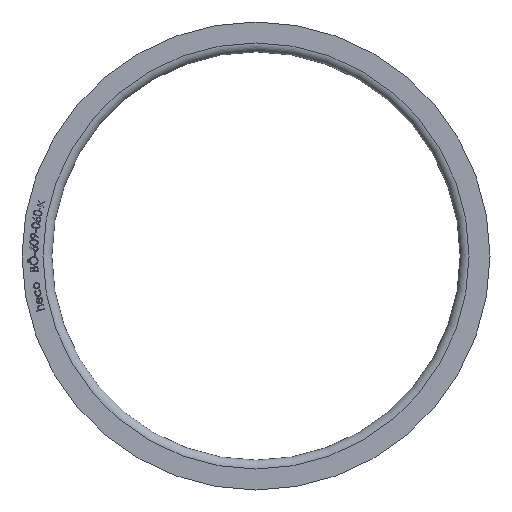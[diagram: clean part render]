
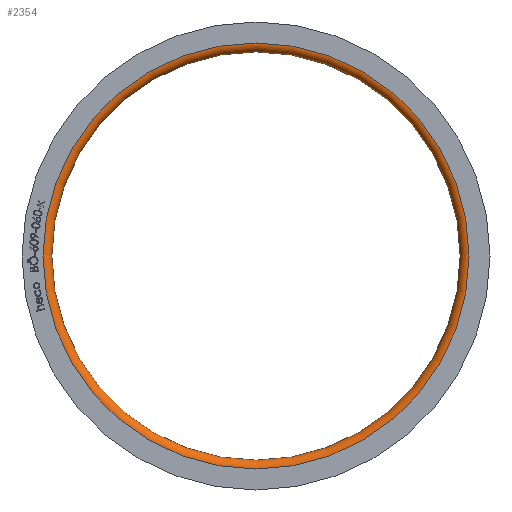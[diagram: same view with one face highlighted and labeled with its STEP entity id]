
A CAD part, left-side view. The second image highlights one B-rep face of the part: STEP entity #2354.
In plain terms, the highlighted toroidal (fillet/blend) face has major radius 311.8 mm and minor radius 13 mm.
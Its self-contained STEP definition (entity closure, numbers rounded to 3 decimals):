
#164 = TOROIDAL_SURFACE ( 'NONE', #13320, 311.8, 13. ) ;
#358 = DIRECTION ( 'NONE',  ( -1., 0., 0. ) ) ;
#463 = FACE_OUTER_BOUND ( 'NONE', #1040, .T. ) ;
#1040 = EDGE_LOOP ( 'NONE', ( #3592 ) ) ;
#1674 = DIRECTION ( 'NONE',  ( 0., 0., 1. ) ) ;
#1942 = EDGE_CURVE ( 'NONE', #4250, #4250, #15590, .T. ) ;
#2354 = ADVANCED_FACE ( 'NONE', ( #463, #3829 ), #164, .T. ) ;
#2752 = CARTESIAN_POINT ( 'NONE',  ( 0., 0., 0. ) ) ;
#3592 = ORIENTED_EDGE ( 'NONE', *, *, #5635, .F. ) ;
#3829 = FACE_OUTER_BOUND ( 'NONE', #6453, .T. ) ;
#4063 = CARTESIAN_POINT ( 'NONE',  ( 13., 0., 0. ) ) ;
#4250 = VERTEX_POINT ( 'NONE', #4406 ) ;
#4406 = CARTESIAN_POINT ( 'NONE',  ( 0., 0., 311.8 ) ) ;
#5593 = CARTESIAN_POINT ( 'NONE',  ( 13., 0., 298.8 ) ) ;
#5635 = EDGE_CURVE ( 'NONE', #9243, #9243, #10878, .T. ) ;
#6453 = EDGE_LOOP ( 'NONE', ( #10451 ) ) ;
#6833 = CARTESIAN_POINT ( 'NONE',  ( 13., 0., 0. ) ) ;
#8784 = AXIS2_PLACEMENT_3D ( 'NONE', #2752, #358, #13749 ) ;
#9243 = VERTEX_POINT ( 'NONE', #5593 ) ;
#9513 = DIRECTION ( 'NONE',  ( 0., 0., 1. ) ) ;
#10137 = AXIS2_PLACEMENT_3D ( 'NONE', #6833, #11572, #9513 ) ;
#10451 = ORIENTED_EDGE ( 'NONE', *, *, #1942, .T. ) ;
#10878 = CIRCLE ( 'NONE', #10137, 298.8 ) ;
#11106 = DIRECTION ( 'NONE',  ( -1., 0., 0. ) ) ;
#11572 = DIRECTION ( 'NONE',  ( -1., 0., 0. ) ) ;
#13320 = AXIS2_PLACEMENT_3D ( 'NONE', #4063, #11106, #1674 ) ;
#13749 = DIRECTION ( 'NONE',  ( 0., 0., 1. ) ) ;
#15590 = CIRCLE ( 'NONE', #8784, 311.8 ) ;
